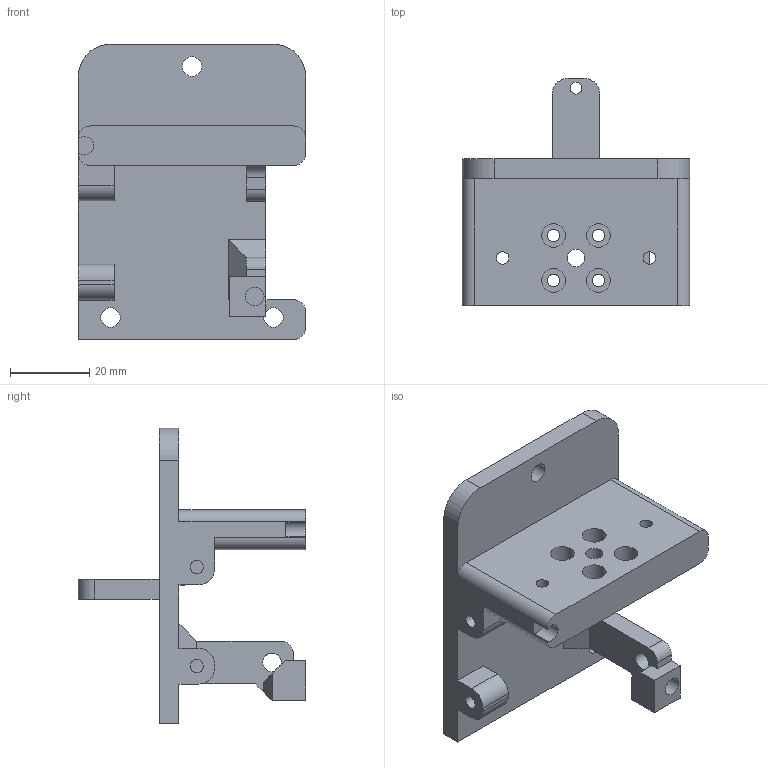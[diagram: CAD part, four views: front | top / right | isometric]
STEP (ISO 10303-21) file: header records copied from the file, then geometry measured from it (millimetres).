
FILE_DESCRIPTION(/* description */ ('STEP AP242','CAx-IF Rec.Pracs.---Representation and Presentation of Product Manufacturing Information (PMI)---4.0---2014-10-13','CAx-IF Rec.Pracs.---3D Tessellated Geometry---0.4---2014-09-14','2;1'),/* implementation_level */ '2;1');
FILE_NAME(/* name */ 'Rapido 2 UHF + Orbitor 2.5 Toolhead - Rapido Orbiter Toolhead - mount',/* time_stamp */ '2025-04-21T01:26:27Z',/* author */ (''),/* organization */ (''),/* preprocessor_version */ 'ST-DEVELOPER v20',/* originating_system */ 'ONSHAPE BY PTC INC, 1.196',/* authorisation */ ' ');
FILE_SCHEMA (('AP242_MANAGED_MODEL_BASED_3D_ENGINEERING_MIM_LF { 1 0 10303 442 1 1 4 }'));
Length unit declared in the file: metre
Products named in the file (1): Rapido Orbiter Toolhead - mount
Bounding box: 57.34 x 57.4 x 74.52 mm (x, y, z)
Volume: 40824.7 mm3; surface area: 17039.8 mm2
Topology: 1 solids, 1 shells, 92 faces, 242 edges, 160 vertices
Faces by surface type: plane 53, cylinder 39
Full cylindrical faces by diameter (mm): 3 x1, 3.15 x6, 3.35 x2, 4.4 x1, 4.7 x5, 4.9 x3, 6 x4
Entity records: 2782 total; most frequent: DIRECTION 482, CARTESIAN_POINT 465, ORIENTED_EDGE 432, EDGE_CURVE 216, AXIS2_PLACEMENT_3D 173, VERTEX_POINT 156, EDGE_LOOP 148, FACE_BOUND 148
